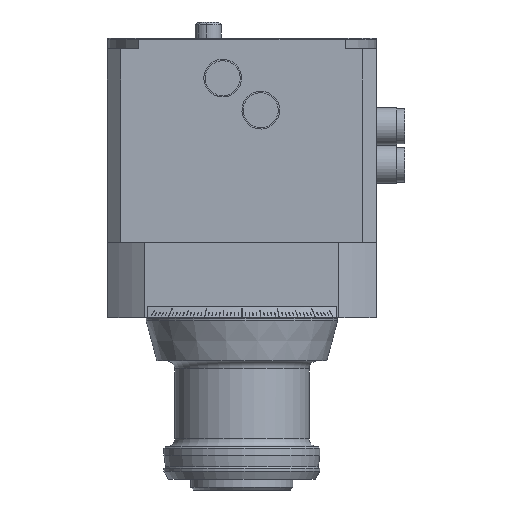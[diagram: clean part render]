
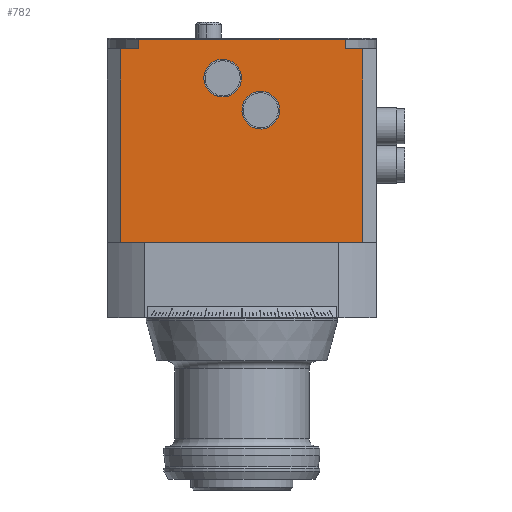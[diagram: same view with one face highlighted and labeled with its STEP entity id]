
A CAD part, front view. The second image highlights one B-rep face of the part: STEP entity #782.
In plain terms, the highlighted planar face has unit normal (0, -1, 0).
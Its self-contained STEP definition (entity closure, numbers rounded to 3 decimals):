
#782=ADVANCED_FACE('',(#2349,#2350,#2351),#1158,.F.);
#1158=PLANE('',#6374);
#1441=LINE('',#8715,#1895);
#1442=LINE('',#8718,#1896);
#1443=LINE('',#8720,#1897);
#1444=LINE('',#8722,#1898);
#1445=LINE('',#8724,#1899);
#1446=LINE('',#8726,#1900);
#1447=LINE('',#8728,#1901);
#1448=LINE('',#8730,#1902);
#1895=VECTOR('',#7004,1.);
#1896=VECTOR('',#7005,1.);
#1897=VECTOR('',#7006,1.);
#1898=VECTOR('',#7007,1.);
#1899=VECTOR('',#7008,1.);
#1900=VECTOR('',#7009,1.);
#1901=VECTOR('',#7010,1.);
#1902=VECTOR('',#7011,1.);
#2349=FACE_BOUND('',#2477,.T.);
#2350=FACE_BOUND('',#2478,.T.);
#2351=FACE_BOUND('',#2479,.T.);
#2477=EDGE_LOOP('',(#2919));
#2478=EDGE_LOOP('',(#2920,#2921,#2922,#2923,#2924,#2925,#2926,#2927));
#2479=EDGE_LOOP('',(#2928));
#2919=ORIENTED_EDGE('',*,*,#5241,.F.);
#2920=ORIENTED_EDGE('',*,*,#5242,.F.);
#2921=ORIENTED_EDGE('',*,*,#5243,.T.);
#2922=ORIENTED_EDGE('',*,*,#5244,.F.);
#2923=ORIENTED_EDGE('',*,*,#5245,.T.);
#2924=ORIENTED_EDGE('',*,*,#5246,.T.);
#2925=ORIENTED_EDGE('',*,*,#5247,.F.);
#2926=ORIENTED_EDGE('',*,*,#5248,.T.);
#2927=ORIENTED_EDGE('',*,*,#5249,.T.);
#2928=ORIENTED_EDGE('',*,*,#5250,.F.);
#4675=VERTEX_POINT('',#8714);
#4676=VERTEX_POINT('',#8716);
#4677=VERTEX_POINT('',#8717);
#4678=VERTEX_POINT('',#8719);
#4679=VERTEX_POINT('',#8721);
#4680=VERTEX_POINT('',#8723);
#4681=VERTEX_POINT('',#8725);
#4682=VERTEX_POINT('',#8727);
#4683=VERTEX_POINT('',#8729);
#4684=VERTEX_POINT('',#8732);
#5241=EDGE_CURVE('',#4675,#4675,#6119,.T.);
#5242=EDGE_CURVE('',#4676,#4677,#1441,.T.);
#5243=EDGE_CURVE('',#4676,#4678,#1442,.T.);
#5244=EDGE_CURVE('',#4679,#4678,#1443,.T.);
#5245=EDGE_CURVE('',#4679,#4680,#1444,.T.);
#5246=EDGE_CURVE('',#4680,#4681,#1445,.T.);
#5247=EDGE_CURVE('',#4682,#4681,#1446,.T.);
#5248=EDGE_CURVE('',#4682,#4683,#1447,.T.);
#5249=EDGE_CURVE('',#4683,#4677,#1448,.T.);
#5250=EDGE_CURVE('',#4684,#4684,#6120,.T.);
#6119=CIRCLE('',#6372,7.);
#6120=CIRCLE('',#6373,7.);
#6372=AXIS2_PLACEMENT_3D('',#8713,#7002,#7003);
#6373=AXIS2_PLACEMENT_3D('',#8731,#7012,#7013);
#6374=AXIS2_PLACEMENT_3D('',#8733,#7014,#7015);
#7002=DIRECTION('',(0.,-1.,0.));
#7003=DIRECTION('',(0.112,0.,0.994));
#7004=DIRECTION('',(0.,0.,-1.));
#7005=DIRECTION('',(-1.,0.,0.));
#7006=DIRECTION('',(0.,0.,1.));
#7007=DIRECTION('',(-1.,0.,0.));
#7008=DIRECTION('',(0.,0.,-1.));
#7009=DIRECTION('',(-1.,0.,0.));
#7010=DIRECTION('',(0.,0.,1.));
#7011=DIRECTION('',(-1.,0.,0.));
#7012=DIRECTION('',(0.,-1.,0.));
#7013=DIRECTION('',(-0.815,0.,0.579));
#7014=DIRECTION('',(0.,1.,0.));
#7015=DIRECTION('',(-1.,0.,0.));
#8713=CARTESIAN_POINT('',(7.022,-32.,77.199));
#8714=CARTESIAN_POINT('',(7.804,-32.,84.155));
#8715=CARTESIAN_POINT('',(38.419,-32.,100.));
#8716=CARTESIAN_POINT('',(38.419,-32.,103.6));
#8717=CARTESIAN_POINT('',(38.419,-32.,100.));
#8718=CARTESIAN_POINT('',(50.,-32.,103.6));
#8719=CARTESIAN_POINT('',(-38.419,-32.,103.6));
#8720=CARTESIAN_POINT('',(-38.419,-32.,100.));
#8721=CARTESIAN_POINT('',(-38.419,-32.,100.));
#8722=CARTESIAN_POINT('',(50.,-32.,100.));
#8723=CARTESIAN_POINT('',(-45.,-32.,100.));
#8724=CARTESIAN_POINT('',(-45.,-32.,118.));
#8725=CARTESIAN_POINT('',(-45.,-32.,28.));
#8726=CARTESIAN_POINT('',(50.,-32.,28.));
#8727=CARTESIAN_POINT('',(45.,-32.,28.));
#8728=CARTESIAN_POINT('',(45.,-32.,118.));
#8729=CARTESIAN_POINT('',(45.,-32.,100.));
#8730=CARTESIAN_POINT('',(50.,-32.,100.));
#8731=CARTESIAN_POINT('',(-7.163,-32.,89.116));
#8732=CARTESIAN_POINT('',(-12.868,-32.,93.172));
#8733=CARTESIAN_POINT('',(50.,-32.,118.));
